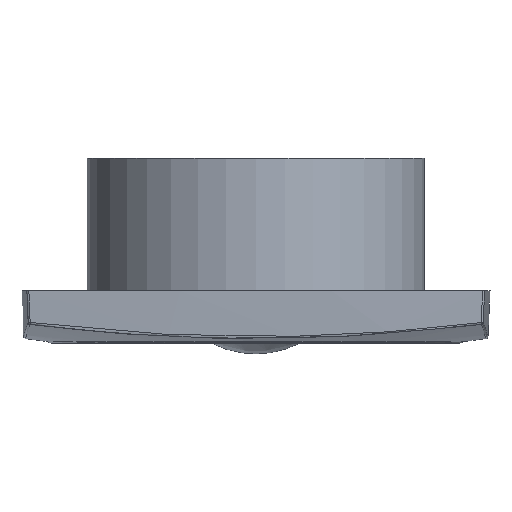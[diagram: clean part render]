
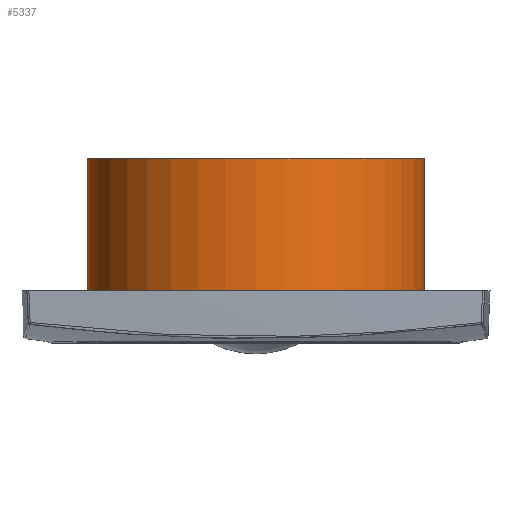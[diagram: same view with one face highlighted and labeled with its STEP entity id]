
A CAD part, front view. The second image highlights one B-rep face of the part: STEP entity #5337.
In plain terms, the highlighted cylindrical face has radius 160 mm (diameter 320 mm), a partial arc.
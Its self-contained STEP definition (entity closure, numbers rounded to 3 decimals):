
#470 = EDGE_LOOP ( 'NONE', ( #701, #700, #699, #698 ) ) ;
#573 = VECTOR ( 'NONE', #2153, 1000. ) ;
#574 = LINE ( 'NONE', #2152, #573 ) ;
#698 = ORIENTED_EDGE ( 'NONE', *, *, #4517, .T. ) ;
#699 = ORIENTED_EDGE ( 'NONE', *, *, #3452, .T. ) ;
#700 = ORIENTED_EDGE ( 'NONE', *, *, #4516, .F. ) ;
#701 = ORIENTED_EDGE ( 'NONE', *, *, #1607, .F. ) ;
#1605 = LINE ( 'NONE', #1849, #6251 ) ;
#1607 = EDGE_CURVE ( 'NONE', #5992, #5886, #574, .T. ) ;
#1849 = CARTESIAN_POINT ( 'NONE',  ( -160., 0., 126. ) ) ;
#1853 = DIRECTION ( 'NONE',  ( 0., 0., -1. ) ) ;
#2062 = AXIS2_PLACEMENT_3D ( 'NONE', #4377, #4372, #4374 ) ;
#2152 = CARTESIAN_POINT ( 'NONE',  ( 160., 0., 126. ) ) ;
#2153 = DIRECTION ( 'NONE',  ( 0., 0., -1. ) ) ;
#2823 = FACE_OUTER_BOUND ( 'NONE', #470, .T. ) ;
#2827 = CYLINDRICAL_SURFACE ( 'NONE', #2062, 160. ) ;
#3178 = CIRCLE ( 'NONE', #4617, 160. ) ;
#3180 = CIRCLE ( 'NONE', #4618, 160. ) ;
#3452 = EDGE_CURVE ( 'NONE', #5877, #5887, #1605, .T. ) ;
#3530 = DIRECTION ( 'NONE',  ( 1., 0., 0. ) ) ;
#3531 = DIRECTION ( 'NONE',  ( 0., 0., 1. ) ) ;
#3532 = CARTESIAN_POINT ( 'NONE',  ( 0., 0., 0. ) ) ;
#3535 = DIRECTION ( 'NONE',  ( 1., 0., 0. ) ) ;
#3536 = DIRECTION ( 'NONE',  ( 0., 0., 1. ) ) ;
#3537 = CARTESIAN_POINT ( 'NONE',  ( 0., 0., 126. ) ) ;
#4372 = DIRECTION ( 'NONE',  ( 0., 0., -1. ) ) ;
#4374 = DIRECTION ( 'NONE',  ( -1., 0., 0. ) ) ;
#4377 = CARTESIAN_POINT ( 'NONE',  ( 0., 0., 126. ) ) ;
#4516 = EDGE_CURVE ( 'NONE', #5877, #5992, #3178, .T. ) ;
#4517 = EDGE_CURVE ( 'NONE', #5887, #5886, #3180, .T. ) ;
#4617 = AXIS2_PLACEMENT_3D ( 'NONE', #3537, #3536, #3535 ) ;
#4618 = AXIS2_PLACEMENT_3D ( 'NONE', #3532, #3531, #3530 ) ;
#5337 = ADVANCED_FACE ( 'NONE', ( #2823 ), #2827, .T. ) ;
#5577 = CARTESIAN_POINT ( 'NONE',  ( -160., 0., 126. ) ) ;
#5588 = CARTESIAN_POINT ( 'NONE',  ( 160., 0., 0. ) ) ;
#5589 = CARTESIAN_POINT ( 'NONE',  ( -160., 0., 0. ) ) ;
#5673 = CARTESIAN_POINT ( 'NONE',  ( 160., 0., 126. ) ) ;
#5877 = VERTEX_POINT ( 'NONE', #5577 ) ;
#5886 = VERTEX_POINT ( 'NONE', #5588 ) ;
#5887 = VERTEX_POINT ( 'NONE', #5589 ) ;
#5992 = VERTEX_POINT ( 'NONE', #5673 ) ;
#6251 = VECTOR ( 'NONE', #1853, 1000. ) ;
